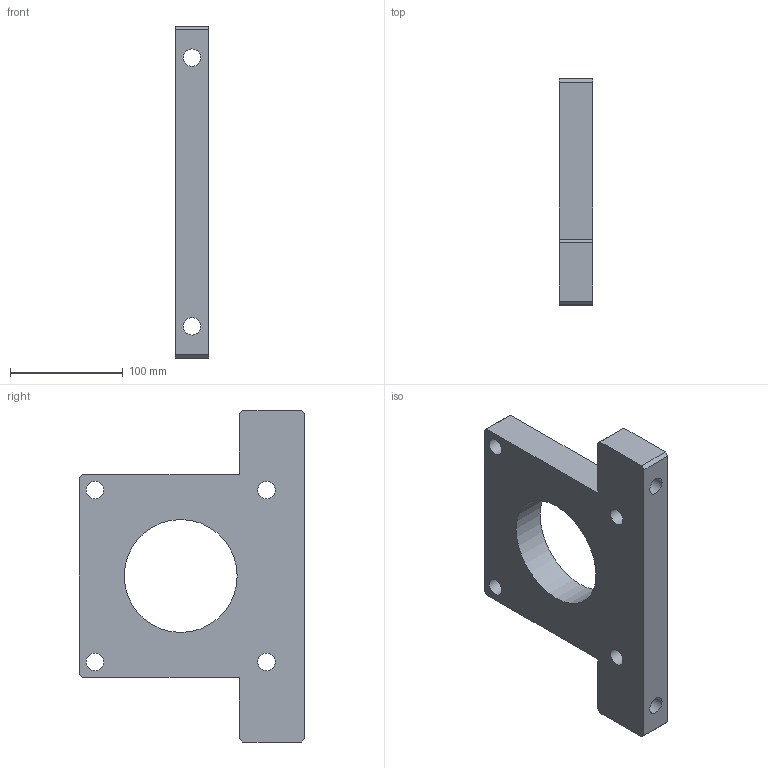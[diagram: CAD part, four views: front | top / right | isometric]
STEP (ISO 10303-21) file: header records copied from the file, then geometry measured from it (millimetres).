
FILE_DESCRIPTION(/* description */ ('E-TSMP, E-TSMP-S, E-TSMP-SET, E-TSMA, E-TSMA-S, E-TSMA-SET_motor_bracket-Economy Motor Bracket - For Servo Motor'),/* implementation_level */ '2;1');
FILE_NAME(/* name */ 'gai do motor.stp',/* time_stamp */ '2023-09-10T11:10:07+07:00',/* author */ ('ACER'),/* organization */ ('MISUMI'),/* preprocessor_version */ 'ST-DEVELOPER v19',/* originating_system */ 'Autodesk Inventor 2023',/* authorisation */ '');
FILE_SCHEMA (('AUTOMOTIVE_DESIGN { 1 0 10303 214 3 1 1 }'));
Length unit declared in the file: millimetre
Products named in the file (1): E-TSMP60-30_m
Bounding box: 30 x 200 x 294 mm (x, y, z)
Volume: 997399.3 mm3; surface area: 117438.1 mm2
Topology: 1 solids, 1 shells, 23 faces, 63 edges, 42 vertices
Faces by surface type: plane 16, cylinder 7
Full cylindrical faces by diameter (mm): 15.5 x6, 100 x1
Entity records: 802 total; most frequent: CARTESIAN_POINT 129, ORIENTED_EDGE 126, DIRECTION 125, EDGE_CURVE 63, LINE 49, VECTOR 49, VERTEX_POINT 42, AXIS2_PLACEMENT_3D 38
